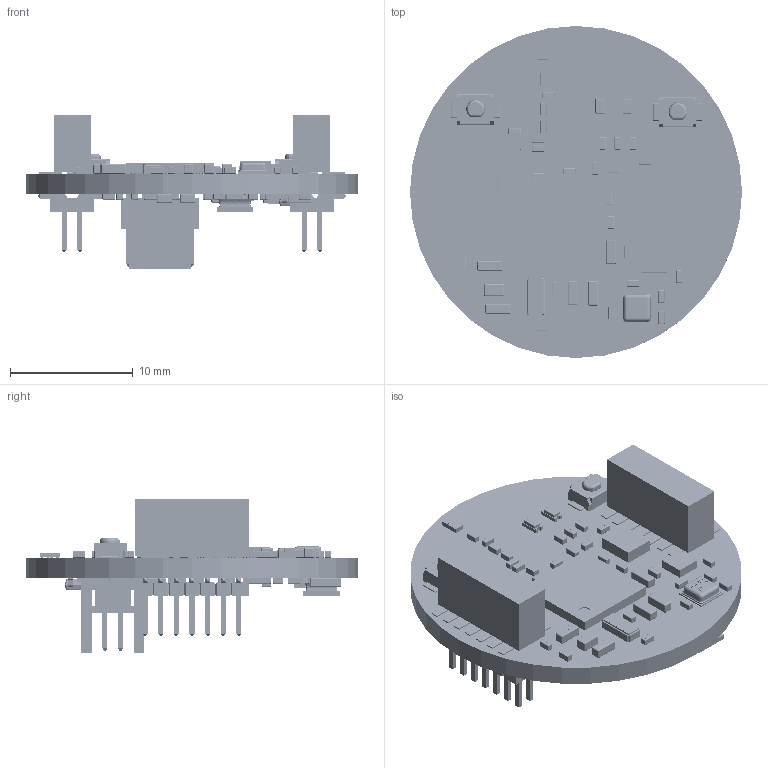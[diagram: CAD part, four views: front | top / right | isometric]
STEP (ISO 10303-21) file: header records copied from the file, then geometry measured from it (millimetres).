
FILE_DESCRIPTION(('Open CASCADE Model'),'2;1');
FILE_NAME('Open CASCADE Shape Model','2022-05-05T15:16:13',('Author'),( 'Open CASCADE'),'Open CASCADE STEP processor 6.8','Open CASCADE 6.8' ,'Unknown');
FILE_SCHEMA(('AUTOMOTIVE_DESIGN { 1 0 10303 214 1 1 1 1 }'));
Length unit declared in the file: millimetre
Products named in the file (133): PCB; Board; C42; User_Library-0402(1005M)_Cap; C41; User_Library-Capacitor_0306; C4; C3; J2; FTSH-105-01-L-DV-K; _FTSH-105-01-L-DV-K_body; _FTSH-105-01-L-DV-K_pins1; _FTSH-105-01-L-DV-K_pins2; C39; C38; User_Library-0805(2012M)_Cap; C37; C36; C35; C33; C27; User_Library-0603(1608M)_Cap; C25; C34; C32; C31; C30; C28; C26; A1; User_Library-ANT016008LCS2442MA2; User_Library-ANT016008LCS2442MA2_Imported; User_Library-ANT016008LCS2442MA2_Imported_2; User_Library-ANT016008LCS2442MA2_Imported_3; C21; C22; D1; ALSRobot-LED0603(G); D2; L4 ...
Assembly tree (383 placements, depth 5):
  PCB
    Board
    C42
      User_Library-0402(1005M)_Cap
    C41
      User_Library-Capacitor_0306
    C4
      User_Library-0402(1005M)_Cap
    C3
      User_Library-0402(1005M)_Cap
    J2
      FTSH-105-01-L-DV-K
        _FTSH-105-01-L-DV-K_body
        _FTSH-105-01-L-DV-K_pins1
        _FTSH-105-01-L-DV-K_pins2
    C39
      User_Library-Capacitor_0306
    C38
      User_Library-0805(2012M)_Cap
    C37
      User_Library-0805(2012M)_Cap
    C36
      User_Library-0805(2012M)_Cap
    C35
      User_Library-0402(1005M)_Cap
    C33
      User_Library-0402(1005M)_Cap
    C27
      User_Library-0603(1608M)_Cap
    C25
      User_Library-0603(1608M)_Cap
    C34
      User_Library-0402(1005M)_Cap
    C32
      User_Library-0402(1005M)_Cap
    C31
      User_Library-0402(1005M)_Cap
    C30
      User_Library-0603(1608M)_Cap
    C28
      User_Library-0402(1005M)_Cap
    C26
      User_Library-0402(1005M)_Cap
    A1
      User_Library-ANT016008LCS2442MA2
        User_Library-ANT016008LCS2442MA2_Imported
        User_Library-ANT016008LCS2442MA2_Imported_2
        User_Library-ANT016008LCS2442MA2_Imported_3
    C21
      User_Library-0402(1005M)_Cap
    C22
      User_Library-0402(1005M)_Cap
    D1
      ALSRobot-LED0603(G)
    D2
      ALSRobot-LED0603(G)
    L4
      User_Library-Chip_Inductor
    L5
      LQG15HS_HN
Bounding box: 27 x 27 x 12.48 mm (x, y, z)
Volume: 1539.4 mm3; surface area: 3439 mm2
Topology: 499 solids, 506 shells, 10838 faces, 26230 edges, 16356 vertices
Faces by surface type: plane 5309, bspline 3674, cylinder 1819, torus 16, revolution 12, sphere 8
Full cylindrical faces by diameter (mm): 0.25 x184, 0.887 x1, 27 x1
Entity records: 227398 total; most frequent: CARTESIAN_POINT 114794, DIRECTION 16768, LINE 11023, VECTOR 11023, ORIENTED_EDGE 10467, PCURVE 10467, DEFINITIONAL_REPRESENTATION 10467, EDGE_CURVE 5235
